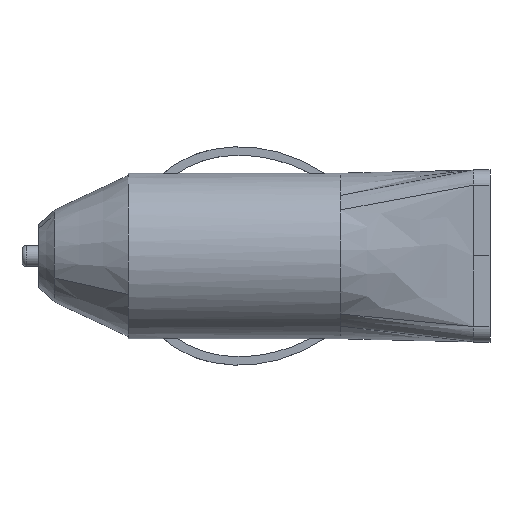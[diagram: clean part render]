
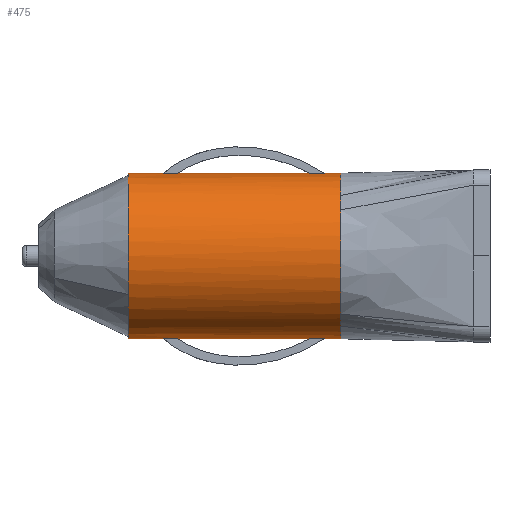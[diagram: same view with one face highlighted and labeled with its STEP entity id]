
A CAD part, top view. The second image highlights one B-rep face of the part: STEP entity #475.
In plain terms, the highlighted cylindrical face has radius 10 mm (diameter 20 mm), a partial arc.
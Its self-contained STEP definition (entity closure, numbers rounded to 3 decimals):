
#66=CARTESIAN_POINT('Line Origine',(-2.843,-9.95,1.)) ;
#70=CARTESIAN_POINT('Vertex',(-3.707,-9.95,1.)) ;
#72=CARTESIAN_POINT('Vertex',(-1.979,-9.95,1.)) ;
#88=CARTESIAN_POINT('Vertex',(-19.76,-9.95,1.)) ;
#91=CARTESIAN_POINT('Line Origine',(-20.608,-9.95,1.)) ;
#95=CARTESIAN_POINT('Vertex',(-21.457,-9.95,1.)) ;
#158=CARTESIAN_POINT('Vertex',(-19.687,-10.,0.)) ;
#162=CARTESIAN_POINT('Control Point',(-19.687,-10.,0.)) ;
#163=CARTESIAN_POINT('Control Point',(-19.687,-10.,0.335)) ;
#164=CARTESIAN_POINT('Control Point',(-19.712,-9.983,0.67)) ;
#165=CARTESIAN_POINT('Control Point',(-19.76,-9.95,1.)) ;
#168=CARTESIAN_POINT('Control Point',(-3.801,-10.,0.)) ;
#169=CARTESIAN_POINT('Control Point',(-3.801,-10.,0.336)) ;
#170=CARTESIAN_POINT('Control Point',(-3.768,-9.983,0.671)) ;
#171=CARTESIAN_POINT('Control Point',(-3.707,-9.95,1.)) ;
#172=CARTESIAN_POINT('Vertex',(-3.801,-10.,0.)) ;
#229=CARTESIAN_POINT('Vertex',(-2.053,-10.,0.)) ;
#233=CARTESIAN_POINT('Control Point',(-2.053,-10.,0.)) ;
#234=CARTESIAN_POINT('Control Point',(-2.053,-10.,0.335)) ;
#235=CARTESIAN_POINT('Control Point',(-2.028,-9.983,0.67)) ;
#236=CARTESIAN_POINT('Control Point',(-1.979,-9.95,1.)) ;
#239=CARTESIAN_POINT('Control Point',(-21.398,-10.,0.)) ;
#240=CARTESIAN_POINT('Control Point',(-21.398,-10.,0.335)) ;
#241=CARTESIAN_POINT('Control Point',(-21.418,-9.983,0.669)) ;
#242=CARTESIAN_POINT('Control Point',(-21.457,-9.95,1.)) ;
#243=CARTESIAN_POINT('Vertex',(-21.398,-10.,0.)) ;
#283=CARTESIAN_POINT('Line Origine',(-2.843,9.95,1.)) ;
#287=CARTESIAN_POINT('Vertex',(-3.707,9.95,1.)) ;
#289=CARTESIAN_POINT('Vertex',(-1.979,9.95,1.)) ;
#305=CARTESIAN_POINT('Vertex',(-21.457,9.95,1.)) ;
#308=CARTESIAN_POINT('Line Origine',(-20.608,9.95,1.)) ;
#312=CARTESIAN_POINT('Vertex',(-19.76,9.95,1.)) ;
#336=CARTESIAN_POINT('Axis2P3D Location',(-12.845,0.,0.)) ;
#341=CARTESIAN_POINT('Line Origine',(-12.845,-10.,0.)) ;
#346=CARTESIAN_POINT('Line Origine',(-12.845,-10.,0.)) ;
#350=CARTESIAN_POINT('Vertex',(0.,-10.,0.)) ;
#353=CARTESIAN_POINT('Axis2P3D Location',(0.,0.,0.)) ;
#357=CARTESIAN_POINT('Vertex',(0.,-8.47,5.316)) ;
#360=CARTESIAN_POINT('Axis2P3D Location',(0.,0.,0.)) ;
#364=CARTESIAN_POINT('Vertex',(0.,-7.029,7.112)) ;
#367=CARTESIAN_POINT('Axis2P3D Location',(0.,0.,0.)) ;
#371=CARTESIAN_POINT('Vertex',(0.,5.547,8.321)) ;
#374=CARTESIAN_POINT('Axis2P3D Location',(0.,0.,0.)) ;
#378=CARTESIAN_POINT('Vertex',(0.,7.303,6.831)) ;
#381=CARTESIAN_POINT('Axis2P3D Location',(0.,0.,0.)) ;
#385=CARTESIAN_POINT('Vertex',(0.,10.,0.)) ;
#388=CARTESIAN_POINT('Line Origine',(-12.845,10.,0.)) ;
#392=CARTESIAN_POINT('Vertex',(-2.053,10.,0.)) ;
#396=CARTESIAN_POINT('Control Point',(-2.053,10.,0.)) ;
#397=CARTESIAN_POINT('Control Point',(-2.053,10.,0.335)) ;
#398=CARTESIAN_POINT('Control Point',(-2.028,9.983,0.67)) ;
#399=CARTESIAN_POINT('Control Point',(-1.979,9.95,1.)) ;
#402=CARTESIAN_POINT('Control Point',(-3.801,10.,0.)) ;
#403=CARTESIAN_POINT('Control Point',(-3.801,10.,0.336)) ;
#404=CARTESIAN_POINT('Control Point',(-3.768,9.983,0.671)) ;
#405=CARTESIAN_POINT('Control Point',(-3.707,9.95,1.)) ;
#406=CARTESIAN_POINT('Vertex',(-3.801,10.,0.)) ;
#409=CARTESIAN_POINT('Line Origine',(-12.845,10.,0.)) ;
#413=CARTESIAN_POINT('Vertex',(-19.687,10.,0.)) ;
#417=CARTESIAN_POINT('Control Point',(-19.687,10.,0.)) ;
#418=CARTESIAN_POINT('Control Point',(-19.687,10.,0.335)) ;
#419=CARTESIAN_POINT('Control Point',(-19.712,9.983,0.67)) ;
#420=CARTESIAN_POINT('Control Point',(-19.76,9.95,1.)) ;
#423=CARTESIAN_POINT('Control Point',(-21.398,10.,0.)) ;
#424=CARTESIAN_POINT('Control Point',(-21.398,10.,0.335)) ;
#425=CARTESIAN_POINT('Control Point',(-21.418,9.983,0.669)) ;
#426=CARTESIAN_POINT('Control Point',(-21.457,9.95,1.)) ;
#427=CARTESIAN_POINT('Vertex',(-21.398,10.,0.)) ;
#430=CARTESIAN_POINT('Line Origine',(-12.845,10.,0.)) ;
#434=CARTESIAN_POINT('Vertex',(-25.69,10.,0.)) ;
#437=CARTESIAN_POINT('Axis2P3D Location',(-25.69,0.,0.)) ;
#441=CARTESIAN_POINT('Vertex',(-25.69,-10.,0.)) ;
#444=CARTESIAN_POINT('Line Origine',(-12.845,-10.,0.)) ;
#67=DIRECTION('Vector Direction',(1.,0.,0.)) ;
#92=DIRECTION('Vector Direction',(1.,0.,0.)) ;
#284=DIRECTION('Vector Direction',(1.,0.,0.)) ;
#309=DIRECTION('Vector Direction',(1.,0.,0.)) ;
#337=DIRECTION('Axis2P3D Direction',(1.,0.,0.)) ;
#338=DIRECTION('Axis2P3D XDirection',(0.,1.,0.)) ;
#342=DIRECTION('Vector Direction',(1.,0.,0.)) ;
#347=DIRECTION('Vector Direction',(1.,0.,0.)) ;
#354=DIRECTION('Axis2P3D Direction',(1.,0.,0.)) ;
#361=DIRECTION('Axis2P3D Direction',(1.,0.,0.)) ;
#368=DIRECTION('Axis2P3D Direction',(1.,0.,0.)) ;
#375=DIRECTION('Axis2P3D Direction',(1.,0.,0.)) ;
#382=DIRECTION('Axis2P3D Direction',(1.,0.,0.)) ;
#389=DIRECTION('Vector Direction',(1.,0.,0.)) ;
#410=DIRECTION('Vector Direction',(1.,0.,0.)) ;
#431=DIRECTION('Vector Direction',(1.,0.,0.)) ;
#438=DIRECTION('Axis2P3D Direction',(1.,0.,0.)) ;
#445=DIRECTION('Vector Direction',(1.,0.,0.)) ;
#339=AXIS2_PLACEMENT_3D('Cylinder Axis2P3D',#336,#337,#338) ;
#355=AXIS2_PLACEMENT_3D('Circle Axis2P3D',#353,#354,$) ;
#362=AXIS2_PLACEMENT_3D('Circle Axis2P3D',#360,#361,$) ;
#369=AXIS2_PLACEMENT_3D('Circle Axis2P3D',#367,#368,$) ;
#376=AXIS2_PLACEMENT_3D('Circle Axis2P3D',#374,#375,$) ;
#383=AXIS2_PLACEMENT_3D('Circle Axis2P3D',#381,#382,$) ;
#439=AXIS2_PLACEMENT_3D('Circle Axis2P3D',#437,#438,$) ;
#450=ORIENTED_EDGE('',*,*,#345,.F.) ;
#451=ORIENTED_EDGE('',*,*,#174,.T.) ;
#452=ORIENTED_EDGE('',*,*,#74,.T.) ;
#453=ORIENTED_EDGE('',*,*,#237,.F.) ;
#454=ORIENTED_EDGE('',*,*,#352,.F.) ;
#455=ORIENTED_EDGE('',*,*,#359,.F.) ;
#456=ORIENTED_EDGE('',*,*,#366,.F.) ;
#457=ORIENTED_EDGE('',*,*,#373,.F.) ;
#458=ORIENTED_EDGE('',*,*,#380,.F.) ;
#459=ORIENTED_EDGE('',*,*,#387,.F.) ;
#460=ORIENTED_EDGE('',*,*,#394,.T.) ;
#461=ORIENTED_EDGE('',*,*,#400,.T.) ;
#462=ORIENTED_EDGE('',*,*,#291,.F.) ;
#463=ORIENTED_EDGE('',*,*,#408,.F.) ;
#464=ORIENTED_EDGE('',*,*,#415,.T.) ;
#465=ORIENTED_EDGE('',*,*,#421,.T.) ;
#466=ORIENTED_EDGE('',*,*,#314,.F.) ;
#467=ORIENTED_EDGE('',*,*,#429,.F.) ;
#468=ORIENTED_EDGE('',*,*,#436,.T.) ;
#469=ORIENTED_EDGE('',*,*,#443,.T.) ;
#470=ORIENTED_EDGE('',*,*,#448,.F.) ;
#471=ORIENTED_EDGE('',*,*,#245,.T.) ;
#472=ORIENTED_EDGE('',*,*,#97,.T.) ;
#473=ORIENTED_EDGE('',*,*,#166,.F.) ;
#68=VECTOR('Line Direction',#67,1.) ;
#93=VECTOR('Line Direction',#92,1.) ;
#285=VECTOR('Line Direction',#284,1.) ;
#310=VECTOR('Line Direction',#309,1.) ;
#343=VECTOR('Line Direction',#342,1.) ;
#348=VECTOR('Line Direction',#347,1.) ;
#390=VECTOR('Line Direction',#389,1.) ;
#411=VECTOR('Line Direction',#410,1.) ;
#432=VECTOR('Line Direction',#431,1.) ;
#446=VECTOR('Line Direction',#445,1.) ;
#475=ADVANCED_FACE('PartBody',(#474),#340,.T.) ;
#161=B_SPLINE_CURVE_WITH_KNOTS('',3,(#162,#163,#164,#165),.UNSPECIFIED.,.F.,.U.,(4,4),(0.,1.421),.UNSPECIFIED.) ;
#167=B_SPLINE_CURVE_WITH_KNOTS('',3,(#168,#169,#170,#171),.UNSPECIFIED.,.F.,.U.,(4,4),(0.,1.425),.UNSPECIFIED.) ;
#232=B_SPLINE_CURVE_WITH_KNOTS('',3,(#233,#234,#235,#236),.UNSPECIFIED.,.F.,.U.,(4,4),(0.,1.422),.UNSPECIFIED.) ;
#238=B_SPLINE_CURVE_WITH_KNOTS('',3,(#239,#240,#241,#242),.UNSPECIFIED.,.F.,.U.,(4,4),(0.,1.42),.UNSPECIFIED.) ;
#395=B_SPLINE_CURVE_WITH_KNOTS('',3,(#396,#397,#398,#399),.UNSPECIFIED.,.F.,.U.,(4,4),(0.,1.422),.UNSPECIFIED.) ;
#401=B_SPLINE_CURVE_WITH_KNOTS('',3,(#402,#403,#404,#405),.UNSPECIFIED.,.F.,.U.,(4,4),(0.,1.425),.UNSPECIFIED.) ;
#416=B_SPLINE_CURVE_WITH_KNOTS('',3,(#417,#418,#419,#420),.UNSPECIFIED.,.F.,.U.,(4,4),(0.,1.421),.UNSPECIFIED.) ;
#422=B_SPLINE_CURVE_WITH_KNOTS('',3,(#423,#424,#425,#426),.UNSPECIFIED.,.F.,.U.,(4,4),(0.,1.42),.UNSPECIFIED.) ;
#356=CIRCLE('generated circle',#355,10.) ;
#363=CIRCLE('generated circle',#362,10.) ;
#370=CIRCLE('generated circle',#369,10.) ;
#377=CIRCLE('generated circle',#376,10.) ;
#384=CIRCLE('generated circle',#383,10.) ;
#440=CIRCLE('generated circle',#439,10.) ;
#340=CYLINDRICAL_SURFACE('generated cylinder',#339,10.) ;
#74=EDGE_CURVE('',#71,#73,#69,.T.) ;
#97=EDGE_CURVE('',#96,#89,#94,.T.) ;
#166=EDGE_CURVE('',#159,#89,#161,.T.) ;
#174=EDGE_CURVE('',#173,#71,#167,.T.) ;
#237=EDGE_CURVE('',#230,#73,#232,.T.) ;
#245=EDGE_CURVE('',#244,#96,#238,.T.) ;
#291=EDGE_CURVE('',#288,#290,#286,.T.) ;
#314=EDGE_CURVE('',#306,#313,#311,.T.) ;
#345=EDGE_CURVE('',#173,#159,#344,.F.) ;
#352=EDGE_CURVE('',#351,#230,#349,.F.) ;
#359=EDGE_CURVE('',#358,#351,#356,.T.) ;
#366=EDGE_CURVE('',#365,#358,#363,.T.) ;
#373=EDGE_CURVE('',#372,#365,#370,.T.) ;
#380=EDGE_CURVE('',#379,#372,#377,.T.) ;
#387=EDGE_CURVE('',#386,#379,#384,.T.) ;
#394=EDGE_CURVE('',#386,#393,#391,.F.) ;
#400=EDGE_CURVE('',#393,#290,#395,.T.) ;
#408=EDGE_CURVE('',#407,#288,#401,.T.) ;
#415=EDGE_CURVE('',#407,#414,#412,.F.) ;
#421=EDGE_CURVE('',#414,#313,#416,.T.) ;
#429=EDGE_CURVE('',#428,#306,#422,.T.) ;
#436=EDGE_CURVE('',#428,#435,#433,.F.) ;
#443=EDGE_CURVE('',#435,#442,#440,.T.) ;
#448=EDGE_CURVE('',#244,#442,#447,.F.) ;
#449=EDGE_LOOP('',(#450,#451,#452,#453,#454,#455,#456,#457,#458,#459,#460,#461,#462,#463,#464,#465,#466,#467,#468,#469,#470,#471,#472,#473)) ;
#474=FACE_OUTER_BOUND('',#449,.T.) ;
#69=LINE('Line',#66,#68) ;
#94=LINE('Line',#91,#93) ;
#286=LINE('Line',#283,#285) ;
#311=LINE('Line',#308,#310) ;
#344=LINE('Line',#341,#343) ;
#349=LINE('Line',#346,#348) ;
#391=LINE('Line',#388,#390) ;
#412=LINE('Line',#409,#411) ;
#433=LINE('Line',#430,#432) ;
#447=LINE('Line',#444,#446) ;
#71=VERTEX_POINT('',#70) ;
#73=VERTEX_POINT('',#72) ;
#89=VERTEX_POINT('',#88) ;
#96=VERTEX_POINT('',#95) ;
#159=VERTEX_POINT('',#158) ;
#173=VERTEX_POINT('',#172) ;
#230=VERTEX_POINT('',#229) ;
#244=VERTEX_POINT('',#243) ;
#288=VERTEX_POINT('',#287) ;
#290=VERTEX_POINT('',#289) ;
#306=VERTEX_POINT('',#305) ;
#313=VERTEX_POINT('',#312) ;
#351=VERTEX_POINT('',#350) ;
#358=VERTEX_POINT('',#357) ;
#365=VERTEX_POINT('',#364) ;
#372=VERTEX_POINT('',#371) ;
#379=VERTEX_POINT('',#378) ;
#386=VERTEX_POINT('',#385) ;
#393=VERTEX_POINT('',#392) ;
#407=VERTEX_POINT('',#406) ;
#414=VERTEX_POINT('',#413) ;
#428=VERTEX_POINT('',#427) ;
#435=VERTEX_POINT('',#434) ;
#442=VERTEX_POINT('',#441) ;
